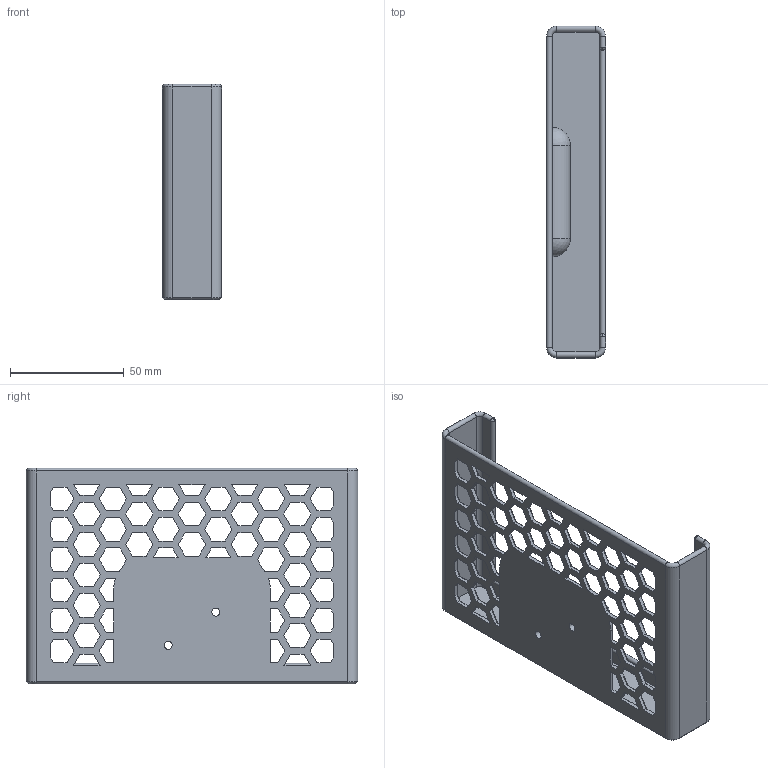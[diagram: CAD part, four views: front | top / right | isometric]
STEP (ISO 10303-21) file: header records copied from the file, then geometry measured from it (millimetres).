
FILE_DESCRIPTION(/* description */ (''),/* implementation_level */ '2;1');
FILE_NAME(/* name */ 'K400 Wall Mount v1.step',/* time_stamp */ '2023-11-24T22:54:33-06:00',/* author */ (''),/* organization */ (''),/* preprocessor_version */ 'ST-DEVELOPER v20',/* originating_system */ 'Autodesk Translation Framework v12.14.0.127',/* authorisation */ '');
FILE_SCHEMA (('AUTOMOTIVE_DESIGN { 1 0 10303 214 3 1 1 }'));
Length unit declared in the file: millimetre
Products named in the file (1): K400 Wall Mount
Bounding box: 26.04 x 146.04 x 95 mm (x, y, z)
Volume: 64542.5 mm3; surface area: 43158.2 mm2
Topology: 1 solids, 1 shells, 676 faces, 1674 edges, 1002 vertices
Faces by surface type: plane 629, cylinder 27, cone 10, sphere 6, torus 4
Full cylindrical faces by diameter (mm): 3.6 x2, 10 x2
Entity records: 19478 total; most frequent: CARTESIAN_POINT 3371, ORIENTED_EDGE 3348, DIRECTION 3092, EDGE_CURVE 1674, LINE 1598, VECTOR 1598, VERTEX_POINT 1002, EDGE_LOOP 788
